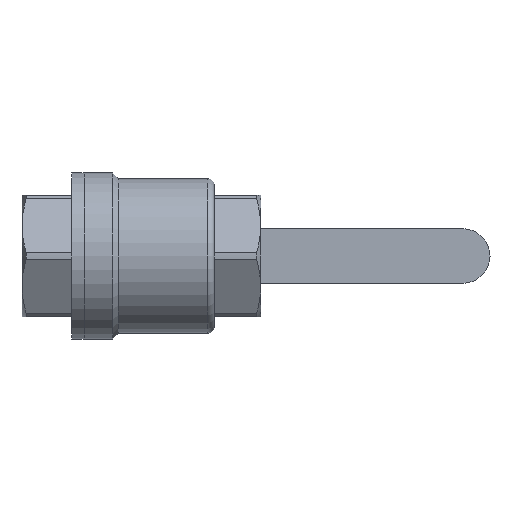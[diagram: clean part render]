
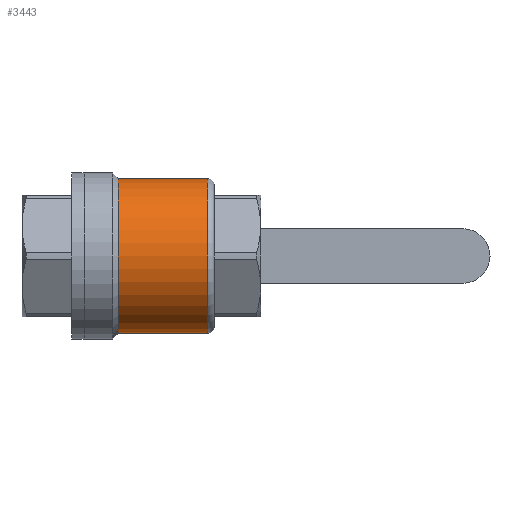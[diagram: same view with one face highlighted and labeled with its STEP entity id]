
A CAD part, left-side view. The second image highlights one B-rep face of the part: STEP entity #3443.
In plain terms, the highlighted cylindrical face has radius 34 mm (diameter 68 mm), a partial arc.
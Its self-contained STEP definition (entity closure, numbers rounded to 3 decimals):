
#1231 = CARTESIAN_POINT ( 'NONE',  ( 0., 10., 34. ) ) ;
#1246 = DIRECTION ( 'NONE',  ( 0., -1., 0. ) ) ;
#1295 = CARTESIAN_POINT ( 'NONE',  ( 0., 25., 34. ) ) ;
#1681 = CARTESIAN_POINT ( 'NONE',  ( 0., 10., 0. ) ) ;
#2109 = CARTESIAN_POINT ( 'NONE',  ( 0., -29.3, 0. ) ) ;
#2239 = DIRECTION ( 'NONE',  ( 0., 0., -1. ) ) ;
#2777 = AXIS2_PLACEMENT_3D ( 'NONE', #1681, #5197, #8706 ) ;
#2898 = AXIS2_PLACEMENT_3D ( 'NONE', #6614, #10129, #2239 ) ;
#3112 = CYLINDRICAL_SURFACE ( 'NONE', #2898, 34. ) ;
#3443 = ADVANCED_FACE ( 'NONE', ( #10999 ), #3112, .T. ) ;
#3791 = VERTEX_POINT ( 'NONE', #8204 ) ;
#4804 = DIRECTION ( 'NONE',  ( 0., -1., 0. ) ) ;
#5197 = DIRECTION ( 'NONE',  ( 0., -1., 0. ) ) ;
#5256 = CARTESIAN_POINT ( 'NONE',  ( 0., -29.3, -34. ) ) ;
#5384 = VECTOR ( 'NONE', #4804, 1000. ) ;
#5620 = DIRECTION ( 'NONE',  ( 0., 1., 0. ) ) ;
#5626 = LINE ( 'NONE', #9126, #7806 ) ;
#5860 = ORIENTED_EDGE ( 'NONE', *, *, #9890, .T. ) ;
#5936 = AXIS2_PLACEMENT_3D ( 'NONE', #2109, #5620, #9118 ) ;
#6614 = CARTESIAN_POINT ( 'NONE',  ( 0., 25., 0. ) ) ;
#6781 = VERTEX_POINT ( 'NONE', #5256 ) ;
#7229 = EDGE_LOOP ( 'NONE', ( #11403, #8499, #8693, #5860 ) ) ;
#7737 = CIRCLE ( 'NONE', #2777, 34. ) ;
#7806 = VECTOR ( 'NONE', #1246, 1000. ) ;
#8204 = CARTESIAN_POINT ( 'NONE',  ( 0., 10., -34. ) ) ;
#8499 = ORIENTED_EDGE ( 'NONE', *, *, #9311, .T. ) ;
#8683 = VERTEX_POINT ( 'NONE', #1231 ) ;
#8693 = ORIENTED_EDGE ( 'NONE', *, *, #11374, .T. ) ;
#8706 = DIRECTION ( 'NONE',  ( 0., 0., -1. ) ) ;
#9118 = DIRECTION ( 'NONE',  ( 0., 0., -1. ) ) ;
#9126 = CARTESIAN_POINT ( 'NONE',  ( 0., 25., -34. ) ) ;
#9175 = LINE ( 'NONE', #1295, #5384 ) ;
#9311 = EDGE_CURVE ( 'NONE', #8683, #3791, #7737, .T. ) ;
#9406 = VERTEX_POINT ( 'NONE', #10669 ) ;
#9890 = EDGE_CURVE ( 'NONE', #6781, #9406, #10907, .T. ) ;
#9948 = EDGE_CURVE ( 'NONE', #8683, #9406, #9175, .T. ) ;
#10129 = DIRECTION ( 'NONE',  ( 0., -1., 0. ) ) ;
#10669 = CARTESIAN_POINT ( 'NONE',  ( 0., -29.3, 34. ) ) ;
#10907 = CIRCLE ( 'NONE', #5936, 34. ) ;
#10999 = FACE_OUTER_BOUND ( 'NONE', #7229, .T. ) ;
#11374 = EDGE_CURVE ( 'NONE', #3791, #6781, #5626, .T. ) ;
#11403 = ORIENTED_EDGE ( 'NONE', *, *, #9948, .F. ) ;
